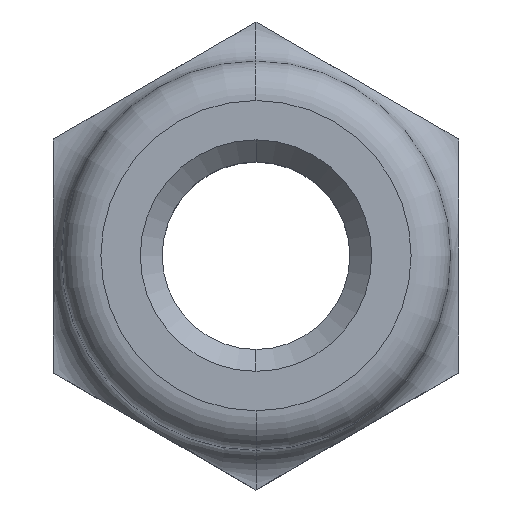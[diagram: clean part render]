
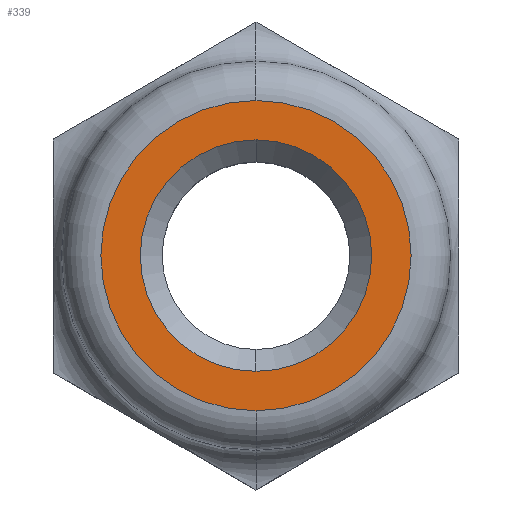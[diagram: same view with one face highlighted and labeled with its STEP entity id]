
A CAD part, top view. The second image highlights one B-rep face of the part: STEP entity #339.
In plain terms, the highlighted planar face has unit normal (0, 0, 1).
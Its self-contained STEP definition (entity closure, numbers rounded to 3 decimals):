
#9 = AXIS2_PLACEMENT_3D ( 'NONE', #412, #53, #167 ) ;
#21 = CARTESIAN_POINT ( 'NONE',  ( 0., -2.681, 4.8 ) ) ;
#41 = PLANE ( 'NONE',  #561 ) ;
#43 = CARTESIAN_POINT ( 'NONE',  ( 0., 0., 4.8 ) ) ;
#53 = DIRECTION ( 'NONE',  ( 0., 0., -1. ) ) ;
#117 = DIRECTION ( 'NONE',  ( 0., 0., -1. ) ) ;
#137 = DIRECTION ( 'NONE',  ( 0., 1., 0. ) ) ;
#157 = CARTESIAN_POINT ( 'NONE',  ( 0., 0., 4.8 ) ) ;
#167 = DIRECTION ( 'NONE',  ( 0., 1., 0. ) ) ;
#200 = CARTESIAN_POINT ( 'NONE',  ( 0., 2., 4.8 ) ) ;
#208 = DIRECTION ( 'NONE',  ( 0., 1., 0. ) ) ;
#221 = EDGE_CURVE ( 'NONE', #786, #724, #387, .T. ) ;
#228 = CIRCLE ( 'NONE', #9, 2. ) ;
#247 = CARTESIAN_POINT ( 'NONE',  ( 0., 2.681, 4.8 ) ) ;
#258 = CIRCLE ( 'NONE', #508, 2.681 ) ;
#262 = DIRECTION ( 'NONE',  ( 0., 0., -1. ) ) ;
#280 = AXIS2_PLACEMENT_3D ( 'NONE', #289, #879, #137 ) ;
#289 = CARTESIAN_POINT ( 'NONE',  ( 0., 0., 4.8 ) ) ;
#323 = AXIS2_PLACEMENT_3D ( 'NONE', #157, #262, #333 ) ;
#328 = CIRCLE ( 'NONE', #280, 2.681 ) ;
#333 = DIRECTION ( 'NONE',  ( 0., 1., 0. ) ) ;
#339 = ADVANCED_FACE ( 'NONE', ( #373, #363 ), #41, .T. ) ;
#363 = FACE_OUTER_BOUND ( 'NONE', #734, .T. ) ;
#373 = FACE_BOUND ( 'NONE', #507, .T. ) ;
#387 = CIRCLE ( 'NONE', #323, 2. ) ;
#412 = CARTESIAN_POINT ( 'NONE',  ( 0., 0., 4.8 ) ) ;
#452 = ORIENTED_EDGE ( 'NONE', *, *, #221, .T. ) ;
#455 = VERTEX_POINT ( 'NONE', #21 ) ;
#468 = VERTEX_POINT ( 'NONE', #247 ) ;
#502 = ORIENTED_EDGE ( 'NONE', *, *, #763, .F. ) ;
#507 = EDGE_LOOP ( 'NONE', ( #824, #452 ) ) ;
#508 = AXIS2_PLACEMENT_3D ( 'NONE', #43, #117, #208 ) ;
#561 = AXIS2_PLACEMENT_3D ( 'NONE', #639, #593, #789 ) ;
#589 = EDGE_CURVE ( 'NONE', #455, #468, #328, .T. ) ;
#593 = DIRECTION ( 'NONE',  ( 0., 0., 1. ) ) ;
#616 = CARTESIAN_POINT ( 'NONE',  ( 0., -2., 4.8 ) ) ;
#632 = ORIENTED_EDGE ( 'NONE', *, *, #589, .F. ) ;
#639 = CARTESIAN_POINT ( 'NONE',  ( 3.5, -2.021, 4.8 ) ) ;
#724 = VERTEX_POINT ( 'NONE', #616 ) ;
#734 = EDGE_LOOP ( 'NONE', ( #502, #632 ) ) ;
#763 = EDGE_CURVE ( 'NONE', #468, #455, #258, .T. ) ;
#786 = VERTEX_POINT ( 'NONE', #200 ) ;
#789 = DIRECTION ( 'NONE',  ( 1., 0., 0. ) ) ;
#824 = ORIENTED_EDGE ( 'NONE', *, *, #891, .T. ) ;
#879 = DIRECTION ( 'NONE',  ( 0., 0., -1. ) ) ;
#891 = EDGE_CURVE ( 'NONE', #724, #786, #228, .T. ) ;
